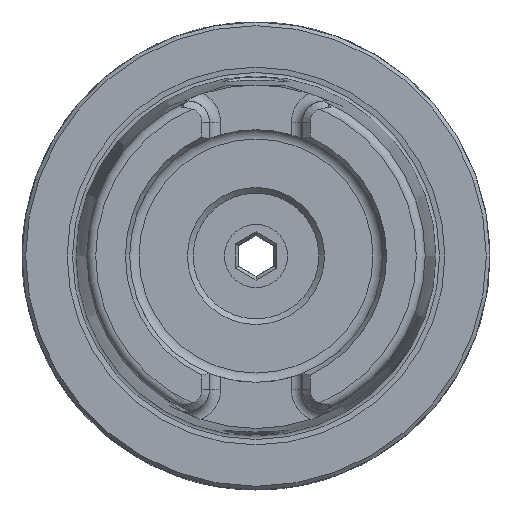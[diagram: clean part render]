
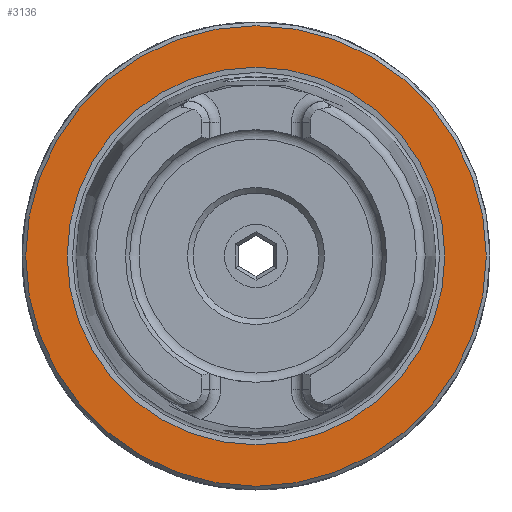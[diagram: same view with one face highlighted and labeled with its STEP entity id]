
A CAD part, left-side view. The second image highlights one B-rep face of the part: STEP entity #3136.
In plain terms, the highlighted planar face has unit normal (-1, 0, 0).
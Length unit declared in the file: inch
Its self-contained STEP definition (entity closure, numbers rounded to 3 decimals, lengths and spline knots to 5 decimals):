
#538=PLANE('',#3372);
#792=FACE_BOUND('',#1114,.T.);
#891=FACE_OUTER_BOUND('',#1113,.T.);
#1113=EDGE_LOOP('',(#2411));
#1114=EDGE_LOOP('',(#2412));
#1344=CIRCLE('',#3371,1.22047);
#1345=CIRCLE('',#3373,1.0008);
#1572=VERTEX_POINT('',#5673);
#1573=VERTEX_POINT('',#5676);
#1902=EDGE_CURVE('',#1572,#1572,#1344,.T.);
#1903=EDGE_CURVE('',#1573,#1573,#1345,.T.);
#2411=ORIENTED_EDGE('',*,*,#1902,.F.);
#2412=ORIENTED_EDGE('',*,*,#1903,.T.);
#3136=ADVANCED_FACE('',(#891,#792),#538,.T.);
#3371=AXIS2_PLACEMENT_3D('',#5674,#3852,#3853);
#3372=AXIS2_PLACEMENT_3D('',#5675,#3854,#3855);
#3373=AXIS2_PLACEMENT_3D('',#5677,#3856,#3857);
#3852=DIRECTION('center_axis',(1.,0.,0.));
#3853=DIRECTION('ref_axis',(0.,-1.,0.));
#3854=DIRECTION('center_axis',(-1.,0.,0.));
#3855=DIRECTION('ref_axis',(0.,0.,1.));
#3856=DIRECTION('center_axis',(1.,0.,0.));
#3857=DIRECTION('ref_axis',(0.,1.,0.));
#5673=CARTESIAN_POINT('',(0.,1.22047,0.));
#5674=CARTESIAN_POINT('Origin',(0.,0.,0.));
#5675=CARTESIAN_POINT('Origin',(0.,0.62008,0.));
#5676=CARTESIAN_POINT('',(0.,1.0008,0.));
#5677=CARTESIAN_POINT('Origin',(0.,0.,0.));
